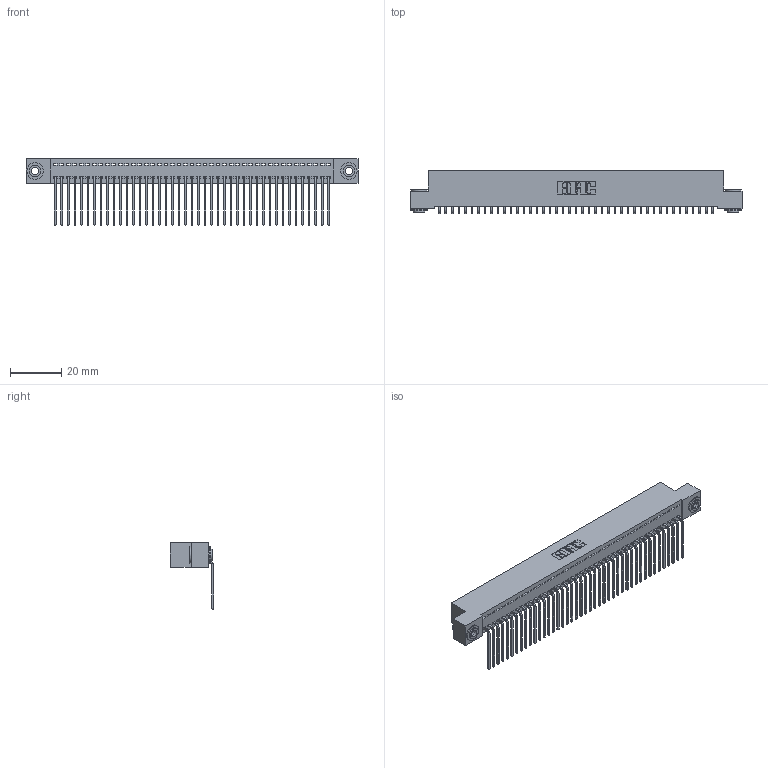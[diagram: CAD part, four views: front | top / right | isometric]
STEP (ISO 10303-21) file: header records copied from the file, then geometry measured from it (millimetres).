
FILE_DESCRIPTION (( 'STEP AP203' ), '1' );
FILE_NAME ('392-043-559-103.STEP', '2019-10-07T21:56:02', ( '' ), ( '' ), 'SwSTEP 2.0', 'SolidWorks 2016', '' );
FILE_SCHEMA (( 'CONFIG_CONTROL_DESIGN' ));
Length unit declared in the file: inch
Products named in the file (4): 342 Part_.156 TH; 345-292-001_558 559 Tail - 1; 342-250-002_345-250-002-102; 392-043-559-103
Assembly tree (46 placements, depth 2):
  392-043-559-103
    342 Part_.156 TH
    345-292-001_558 559 Tail - 1  x43
    342-250-002_345-250-002-102  x2
Bounding box: 129.54 x 16.83 x 25.78 mm (x, y, z)
Volume: 11527.8 mm3; surface area: 17986.6 mm2
Topology: 46 solids, 46 shells, 2728 faces, 8201 edges, 5406 vertices
Faces by surface type: plane 1968, cylinder 752, cone 8
Entity records: 26760 total; most frequent: CARTESIAN_POINT 4594, ORIENTED_EDGE 4566, DIRECTION 3907, EDGE_CURVE 2283, LINE 2131, VECTOR 2131, VERTEX_POINT 1518, AXIS2_PLACEMENT_3D 888
